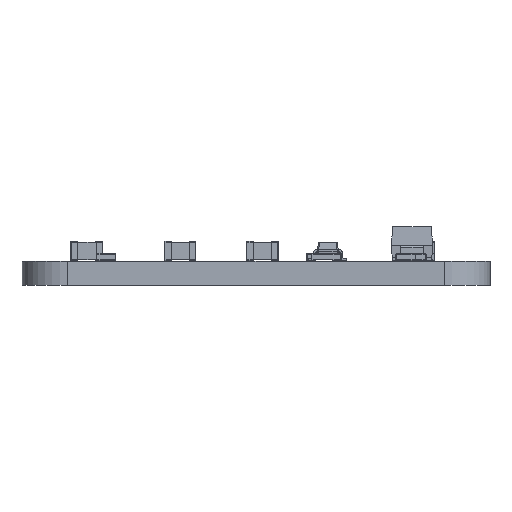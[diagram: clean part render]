
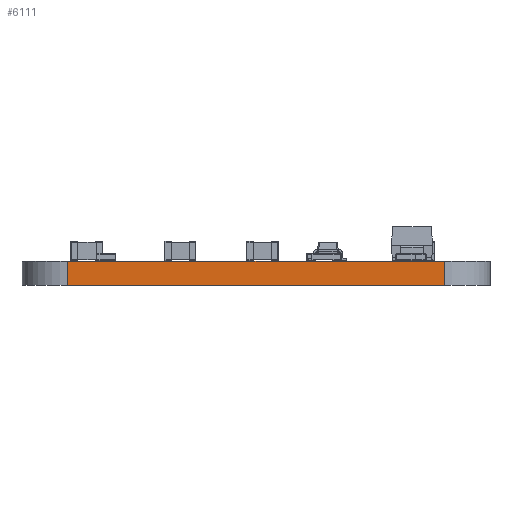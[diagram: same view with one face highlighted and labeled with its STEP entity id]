
A CAD part, front view. The second image highlights one B-rep face of the part: STEP entity #6111.
In plain terms, the highlighted planar face has unit normal (0, -1, 0).
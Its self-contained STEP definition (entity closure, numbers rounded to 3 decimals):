
#5473 = VERTEX_POINT('',#5474);
#5474 = CARTESIAN_POINT('',(139.8,-102.6,0.));
#5481 = EDGE_CURVE('',#5473,#5482,#5484,.T.);
#5482 = VERTEX_POINT('',#5483);
#5483 = CARTESIAN_POINT('',(115.2,-102.6,0.));
#5484 = LINE('',#5485,#5486);
#5485 = CARTESIAN_POINT('',(139.8,-102.6,0.));
#5486 = VECTOR('',#5487,1.);
#5487 = DIRECTION('',(-1.,0.,0.));
#5756 = VERTEX_POINT('',#5757);
#5757 = CARTESIAN_POINT('',(139.8,-102.6,1.575));
#5764 = EDGE_CURVE('',#5756,#5765,#5767,.T.);
#5765 = VERTEX_POINT('',#5766);
#5766 = CARTESIAN_POINT('',(115.2,-102.6,1.575));
#5767 = LINE('',#5768,#5769);
#5768 = CARTESIAN_POINT('',(139.8,-102.6,1.575));
#5769 = VECTOR('',#5770,1.);
#5770 = DIRECTION('',(-1.,0.,0.));
#6081 = EDGE_CURVE('',#5482,#5765,#6082,.T.);
#6082 = LINE('',#6083,#6084);
#6083 = CARTESIAN_POINT('',(115.2,-102.6,0.));
#6084 = VECTOR('',#6085,1.);
#6085 = DIRECTION('',(0.,0.,1.));
#6111 = ADVANCED_FACE('',(#6112),#6123,.T.);
#6112 = FACE_BOUND('',#6113,.T.);
#6113 = EDGE_LOOP('',(#6114,#6120,#6121,#6122));
#6114 = ORIENTED_EDGE('',*,*,#6115,.T.);
#6115 = EDGE_CURVE('',#5473,#5756,#6116,.T.);
#6116 = LINE('',#6117,#6118);
#6117 = CARTESIAN_POINT('',(139.8,-102.6,0.));
#6118 = VECTOR('',#6119,1.);
#6119 = DIRECTION('',(0.,0.,1.));
#6120 = ORIENTED_EDGE('',*,*,#5764,.T.);
#6121 = ORIENTED_EDGE('',*,*,#6081,.F.);
#6122 = ORIENTED_EDGE('',*,*,#5481,.F.);
#6123 = PLANE('',#6124);
#6124 = AXIS2_PLACEMENT_3D('',#6125,#6126,#6127);
#6125 = CARTESIAN_POINT('',(139.8,-102.6,0.));
#6126 = DIRECTION('',(0.,-1.,0.));
#6127 = DIRECTION('',(-1.,0.,0.));
